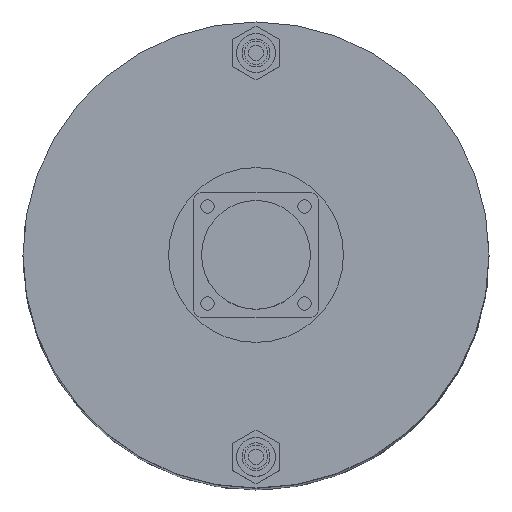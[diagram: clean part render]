
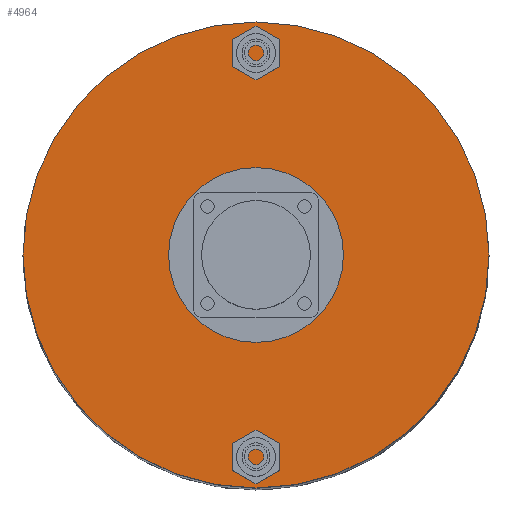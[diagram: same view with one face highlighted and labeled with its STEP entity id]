
A CAD part, top view. The second image highlights one B-rep face of the part: STEP entity #4964.
In plain terms, the highlighted planar face has unit normal (0, 0, 1).
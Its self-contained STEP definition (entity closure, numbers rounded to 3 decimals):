
#261 = DIRECTION ( 'NONE',  ( 1., 0., 0. ) ) ;
#327 = DIRECTION ( 'NONE',  ( 1., 0., 0. ) ) ;
#563 = DIRECTION ( 'NONE',  ( 0., 0., 1. ) ) ;
#773 = VERTEX_POINT ( 'NONE', #3653 ) ;
#1034 = EDGE_CURVE ( 'NONE', #1349, #773, #2886, .T. ) ;
#1109 = DIRECTION ( 'NONE',  ( 1., 0., 0. ) ) ;
#1221 = DIRECTION ( 'NONE',  ( 1., 0., 0. ) ) ;
#1242 = CIRCLE ( 'NONE', #2913, 22.5 ) ;
#1349 = VERTEX_POINT ( 'NONE', #4559 ) ;
#1500 = DIRECTION ( 'NONE',  ( 0., 0., 1. ) ) ;
#1741 = CARTESIAN_POINT ( 'NONE',  ( 0., 0., 35.5 ) ) ;
#1804 = EDGE_CURVE ( 'NONE', #773, #1349, #1242, .T. ) ;
#1837 = VERTEX_POINT ( 'NONE', #2527 ) ;
#1860 = DIRECTION ( 'NONE',  ( 0., 0., 1. ) ) ;
#1873 = EDGE_CURVE ( 'NONE', #3170, #1837, #3132, .T. ) ;
#1903 = AXIS2_PLACEMENT_3D ( 'NONE', #4335, #1996, #1221 ) ;
#1950 = AXIS2_PLACEMENT_3D ( 'NONE', #4518, #1860, #327 ) ;
#1971 = ORIENTED_EDGE ( 'NONE', *, *, #3933, .T. ) ;
#1996 = DIRECTION ( 'NONE',  ( 0., 0., 1. ) ) ;
#2091 = DIRECTION ( 'NONE',  ( 1., 0., 0. ) ) ;
#2364 = ORIENTED_EDGE ( 'NONE', *, *, #1804, .F. ) ;
#2470 = PLANE ( 'NONE',  #4936 ) ;
#2527 = CARTESIAN_POINT ( 'NONE',  ( -60., 0., 35.5 ) ) ;
#2886 = CIRCLE ( 'NONE', #4179, 22.5 ) ;
#2913 = AXIS2_PLACEMENT_3D ( 'NONE', #1741, #4051, #261 ) ;
#3132 = CIRCLE ( 'NONE', #1950, 60. ) ;
#3170 = VERTEX_POINT ( 'NONE', #4091 ) ;
#3423 = ORIENTED_EDGE ( 'NONE', *, *, #1034, .F. ) ;
#3649 = EDGE_LOOP ( 'NONE', ( #1971, #4735 ) ) ;
#3653 = CARTESIAN_POINT ( 'NONE',  ( -22.5, 0., 35.5 ) ) ;
#3821 = FACE_BOUND ( 'NONE', #4315, .T. ) ;
#3933 = EDGE_CURVE ( 'NONE', #1837, #3170, #4261, .T. ) ;
#4048 = CARTESIAN_POINT ( 'NONE',  ( 0., 0., 35.5 ) ) ;
#4051 = DIRECTION ( 'NONE',  ( 0., 0., 1. ) ) ;
#4091 = CARTESIAN_POINT ( 'NONE',  ( 60., 0., 35.5 ) ) ;
#4179 = AXIS2_PLACEMENT_3D ( 'NONE', #4198, #1500, #1109 ) ;
#4198 = CARTESIAN_POINT ( 'NONE',  ( 0., 0., 35.5 ) ) ;
#4261 = CIRCLE ( 'NONE', #1903, 60. ) ;
#4315 = EDGE_LOOP ( 'NONE', ( #2364, #3423 ) ) ;
#4335 = CARTESIAN_POINT ( 'NONE',  ( 0., 0., 35.5 ) ) ;
#4518 = CARTESIAN_POINT ( 'NONE',  ( 0., 0., 35.5 ) ) ;
#4559 = CARTESIAN_POINT ( 'NONE',  ( 22.5, 0., 35.5 ) ) ;
#4622 = FACE_OUTER_BOUND ( 'NONE', #3649, .T. ) ;
#4735 = ORIENTED_EDGE ( 'NONE', *, *, #1873, .T. ) ;
#4936 = AXIS2_PLACEMENT_3D ( 'NONE', #4048, #563, #2091 ) ;
#4964 = ADVANCED_FACE ( 'NONE', ( #3821, #4622 ), #2470, .T. ) ;
